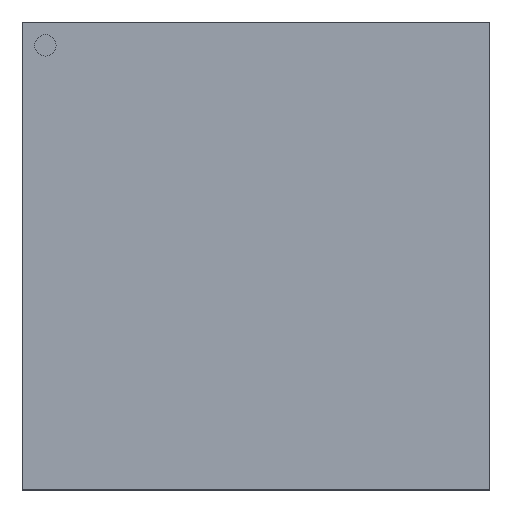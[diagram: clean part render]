
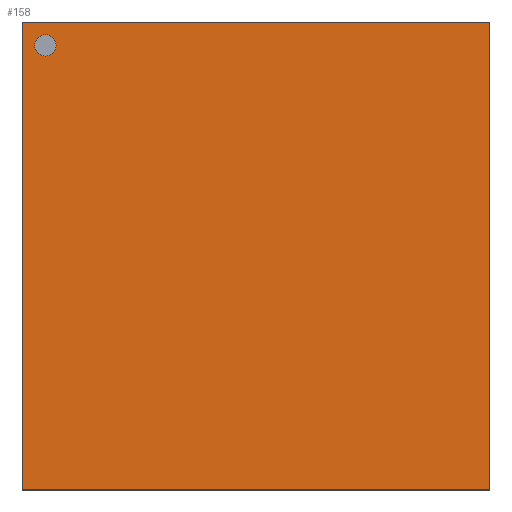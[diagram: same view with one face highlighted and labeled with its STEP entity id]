
A CAD part, top view. The second image highlights one B-rep face of the part: STEP entity #158.
In plain terms, the highlighted planar face has unit normal (0, 0, 1).
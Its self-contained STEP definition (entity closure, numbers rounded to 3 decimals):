
#46 = VERTEX_POINT('',#47);
#47 = CARTESIAN_POINT('',(-3.5,3.5,0.55));
#53 = EDGE_CURVE('',#46,#54,#56,.T.);
#54 = VERTEX_POINT('',#55);
#55 = CARTESIAN_POINT('',(3.5,3.5,0.55));
#56 = LINE('',#57,#58);
#57 = CARTESIAN_POINT('',(-3.5,3.5,0.55));
#58 = VECTOR('',#59,1.);
#59 = DIRECTION('',(1.,0.,0.));
#86 = VERTEX_POINT('',#87);
#87 = CARTESIAN_POINT('',(-3.5,-3.5,0.55));
#93 = EDGE_CURVE('',#86,#46,#94,.T.);
#94 = LINE('',#95,#96);
#95 = CARTESIAN_POINT('',(-3.5,-3.5,0.55));
#96 = VECTOR('',#97,1.);
#97 = DIRECTION('',(0.,1.,0.));
#115 = EDGE_CURVE('',#54,#116,#118,.T.);
#116 = VERTEX_POINT('',#117);
#117 = CARTESIAN_POINT('',(3.5,-3.5,0.55));
#118 = LINE('',#119,#120);
#119 = CARTESIAN_POINT('',(3.5,3.5,0.55));
#120 = VECTOR('',#121,1.);
#121 = DIRECTION('',(0.,-1.,0.));
#158 = ADVANCED_FACE('',(#159,#170),#181,.T.);
#159 = FACE_BOUND('',#160,.T.);
#160 = EDGE_LOOP('',(#161,#162,#163,#169));
#161 = ORIENTED_EDGE('',*,*,#53,.F.);
#162 = ORIENTED_EDGE('',*,*,#93,.F.);
#163 = ORIENTED_EDGE('',*,*,#164,.F.);
#164 = EDGE_CURVE('',#116,#86,#165,.T.);
#165 = LINE('',#166,#167);
#166 = CARTESIAN_POINT('',(3.5,-3.5,0.55));
#167 = VECTOR('',#168,1.);
#168 = DIRECTION('',(-1.,0.,0.));
#169 = ORIENTED_EDGE('',*,*,#115,.F.);
#170 = FACE_BOUND('',#171,.T.);
#171 = EDGE_LOOP('',(#172));
#172 = ORIENTED_EDGE('',*,*,#173,.F.);
#173 = EDGE_CURVE('',#174,#174,#176,.T.);
#174 = VERTEX_POINT('',#175);
#175 = CARTESIAN_POINT('',(-2.99,3.15,0.55));
#176 = CIRCLE('',#177,0.16);
#177 = AXIS2_PLACEMENT_3D('',#178,#179,#180);
#178 = CARTESIAN_POINT('',(-3.15,3.15,0.55));
#179 = DIRECTION('',(0.,0.,1.));
#180 = DIRECTION('',(1.,0.,0.));
#181 = PLANE('',#182);
#182 = AXIS2_PLACEMENT_3D('',#183,#184,#185);
#183 = CARTESIAN_POINT('',(0.,0.,0.55));
#184 = DIRECTION('',(0.,0.,1.));
#185 = DIRECTION('',(1.,0.,0.));
